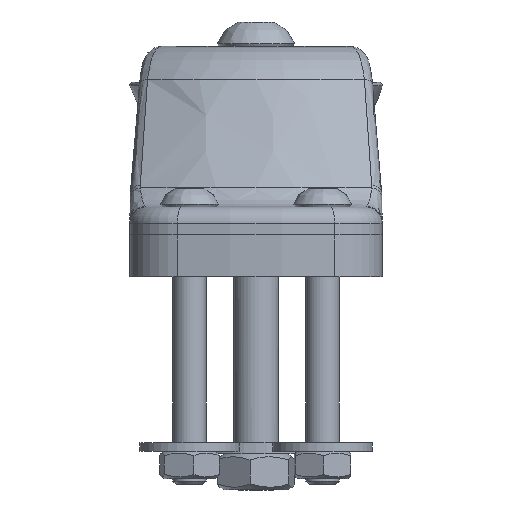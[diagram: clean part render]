
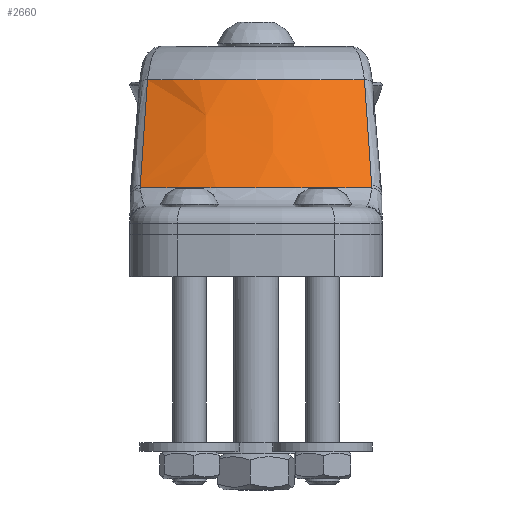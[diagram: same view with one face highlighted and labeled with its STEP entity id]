
A CAD part, left-side view. The second image highlights one B-rep face of the part: STEP entity #2660.
In plain terms, the highlighted free-form (B-spline) face has degree [3, 3] with [6, 4] control points.
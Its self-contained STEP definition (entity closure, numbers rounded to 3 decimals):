
#44=B_SPLINE_CURVE_WITH_KNOTS('',3,(#4766,#4767,#4768,#4769),
 .UNSPECIFIED.,.F.,.F.,(4,4),(-2.347,-2.28),
 .UNSPECIFIED.);
#45=B_SPLINE_CURVE_WITH_KNOTS('',3,(#4794,#4795,#4796,#4797),
 .UNSPECIFIED.,.F.,.F.,(4,4),(-2.244,0.),
 .UNSPECIFIED.);
#48=B_SPLINE_CURVE_WITH_KNOTS('',3,(#4831,#4832,#4833,#4834),
 .UNSPECIFIED.,.F.,.F.,(4,4),(-0.067,0.),
 .UNSPECIFIED.);
#51=B_SPLINE_CURVE_WITH_KNOTS('',3,(#4867,#4868,#4869,#4870),
 .UNSPECIFIED.,.F.,.F.,(4,4),(0.001,2.244),
 .UNSPECIFIED.);
#74=B_SPLINE_SURFACE_WITH_KNOTS('',3,3,((#4939,#4940,#4941,#4942),(#4943,
#4944,#4945,#4946),(#4947,#4948,#4949,#4950),(#4951,#4952,#4953,#4954),
(#4955,#4956,#4957,#4958),(#4959,#4960,#4961,#4962)),.UNSPECIFIED.,.F.,
 .F.,.F.,(4,1,1,4),(4,4),(0.043,0.304,0.565,
0.957),(0.,1.),.UNSPECIFIED.);
#663=FACE_OUTER_BOUND('',#906,.T.);
#906=EDGE_LOOP('',(#2225,#2226,#2227,#2228,#2229,#2230,#2231));
#1109=CIRCLE('',#2970,34.392);
#1110=CIRCLE('',#2971,34.392);
#1111=CIRCLE('',#2972,45.651);
#1320=VERTEX_POINT('',#4559);
#1324=VERTEX_POINT('',#4606);
#1343=VERTEX_POINT('',#4728);
#1345=VERTEX_POINT('',#4765);
#1347=VERTEX_POINT('',#4793);
#1349=VERTEX_POINT('',#4830);
#1359=VERTEX_POINT('',#4936);
#1653=EDGE_CURVE('',#1324,#1345,#44,.T.);
#1656=EDGE_CURVE('',#1345,#1347,#45,.T.);
#1659=EDGE_CURVE('',#1349,#1343,#48,.T.);
#1664=EDGE_CURVE('',#1320,#1349,#51,.T.);
#1678=EDGE_CURVE('',#1359,#1347,#1109,.T.);
#1679=EDGE_CURVE('',#1320,#1359,#1110,.T.);
#1680=EDGE_CURVE('',#1343,#1324,#1111,.T.);
#2225=ORIENTED_EDGE('',*,*,#1659,.F.);
#2226=ORIENTED_EDGE('',*,*,#1664,.F.);
#2227=ORIENTED_EDGE('',*,*,#1679,.T.);
#2228=ORIENTED_EDGE('',*,*,#1678,.T.);
#2229=ORIENTED_EDGE('',*,*,#1656,.F.);
#2230=ORIENTED_EDGE('',*,*,#1653,.F.);
#2231=ORIENTED_EDGE('',*,*,#1680,.F.);
#2660=ADVANCED_FACE('',(#663),#74,.F.);
#2970=AXIS2_PLACEMENT_3D('',#4937,#3614,#3615);
#2971=AXIS2_PLACEMENT_3D('',#4938,#3616,#3617);
#2972=AXIS2_PLACEMENT_3D('',#4963,#3618,#3619);
#3614=DIRECTION('center_axis',(0.,0.,
-1.));
#3615=DIRECTION('ref_axis',(1.,0.,0.));
#3616=DIRECTION('center_axis',(0.,0.,
-1.));
#3617=DIRECTION('ref_axis',(1.,0.,0.));
#3618=DIRECTION('center_axis',(0.,0.,
-1.));
#3619=DIRECTION('ref_axis',(1.,0.,0.));
#4559=CARTESIAN_POINT('',(-28.297,-19.547,35.5));
#4606=CARTESIAN_POINT('',(-40.608,20.856,16.));
#4728=CARTESIAN_POINT('',(-40.608,-20.856,16.));
#4765=CARTESIAN_POINT('',(-40.241,20.851,16.555));
#4766=CARTESIAN_POINT('Ctrl Pts',(-40.611,20.849,16.002));
#4767=CARTESIAN_POINT('Ctrl Pts',(-40.487,20.849,16.186));
#4768=CARTESIAN_POINT('Ctrl Pts',(-40.364,20.85,16.371));
#4769=CARTESIAN_POINT('Ctrl Pts',(-40.241,20.851,16.555));
#4793=CARTESIAN_POINT('',(-28.282,19.569,35.5));
#4794=CARTESIAN_POINT('Ctrl Pts',(-40.241,20.851,16.555));
#4795=CARTESIAN_POINT('Ctrl Pts',(-36.258,20.414,22.871));
#4796=CARTESIAN_POINT('Ctrl Pts',(-32.273,19.987,29.187));
#4797=CARTESIAN_POINT('Ctrl Pts',(-28.282,19.569,35.5));
#4830=CARTESIAN_POINT('',(-40.241,-20.851,16.555));
#4831=CARTESIAN_POINT('Ctrl Pts',(-40.241,-20.851,16.555));
#4832=CARTESIAN_POINT('Ctrl Pts',(-40.364,-20.85,16.371));
#4833=CARTESIAN_POINT('Ctrl Pts',(-40.487,-20.849,16.186));
#4834=CARTESIAN_POINT('Ctrl Pts',(-40.611,-20.849,16.002));
#4867=CARTESIAN_POINT('Ctrl Pts',(-28.286,-19.569,35.494));
#4868=CARTESIAN_POINT('Ctrl Pts',(-32.275,-19.987,29.183));
#4869=CARTESIAN_POINT('Ctrl Pts',(-36.259,-20.414,22.869));
#4870=CARTESIAN_POINT('Ctrl Pts',(-40.241,-20.851,16.555));
#4936=CARTESIAN_POINT('',(-34.392,0.,35.5));
#4937=CARTESIAN_POINT('Origin',(0.,0.,
35.5));
#4938=CARTESIAN_POINT('Origin',(0.,0.,
35.5));
#4939=CARTESIAN_POINT('Ctrl Pts',(-28.269,19.588,35.5));
#4940=CARTESIAN_POINT('Ctrl Pts',(-32.376,20.022,29.));
#4941=CARTESIAN_POINT('Ctrl Pts',(-36.484,20.455,22.5));
#4942=CARTESIAN_POINT('Ctrl Pts',(-40.592,20.888,16.));
#4943=CARTESIAN_POINT('Ctrl Pts',(-30.53,16.326,35.5));
#4944=CARTESIAN_POINT('Ctrl Pts',(-34.514,16.621,29.));
#4945=CARTESIAN_POINT('Ctrl Pts',(-38.499,16.918,22.5));
#4946=CARTESIAN_POINT('Ctrl Pts',(-42.482,17.213,16.));
#4947=CARTESIAN_POINT('Ctrl Pts',(-33.903,9.013,35.5));
#4948=CARTESIAN_POINT('Ctrl Pts',(-37.687,9.125,29.));
#4949=CARTESIAN_POINT('Ctrl Pts',(-41.473,9.237,22.5));
#4950=CARTESIAN_POINT('Ctrl Pts',(-45.256,9.349,16.));
#4951=CARTESIAN_POINT('Ctrl Pts',(-35.137,-5.044,35.5));
#4952=CARTESIAN_POINT('Ctrl Pts',(-38.843,-5.102,29.));
#4953=CARTESIAN_POINT('Ctrl Pts',(-42.548,-5.159,22.5));
#4954=CARTESIAN_POINT('Ctrl Pts',(-46.254,-5.217,16.));
#4955=CARTESIAN_POINT('Ctrl Pts',(-31.66,-14.694,35.5));
#4956=CARTESIAN_POINT('Ctrl Pts',(-35.581,-14.92,29.));
#4957=CARTESIAN_POINT('Ctrl Pts',(-39.507,-15.15,22.5));
#4958=CARTESIAN_POINT('Ctrl Pts',(-43.428,-15.376,16.));
#4959=CARTESIAN_POINT('Ctrl Pts',(-28.269,-19.588,35.5));
#4960=CARTESIAN_POINT('Ctrl Pts',(-32.376,-20.022,29.));
#4961=CARTESIAN_POINT('Ctrl Pts',(-36.484,-20.455,22.5));
#4962=CARTESIAN_POINT('Ctrl Pts',(-40.592,-20.888,16.));
#4963=CARTESIAN_POINT('Origin',(0.,0.,
16.));
